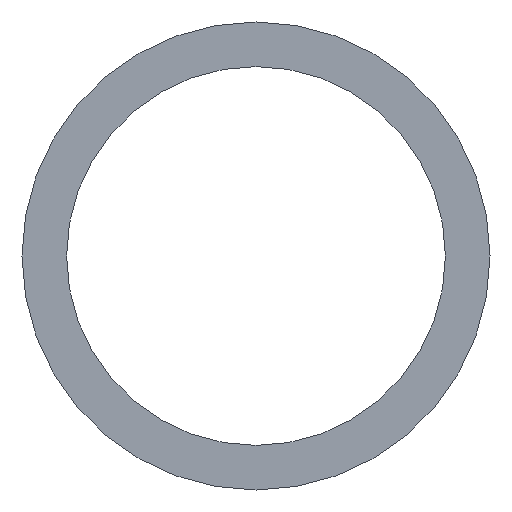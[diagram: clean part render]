
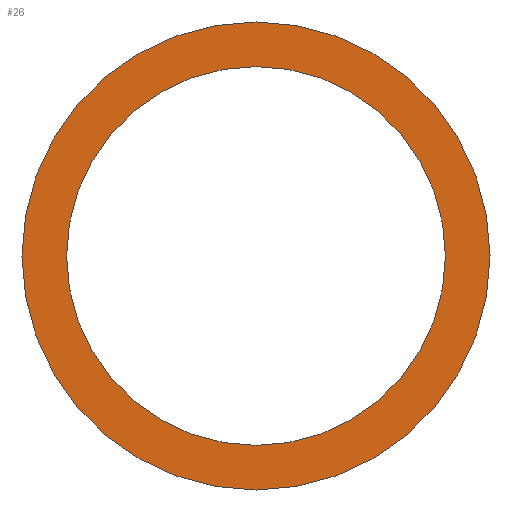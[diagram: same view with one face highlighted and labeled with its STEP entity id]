
A CAD part, front view. The second image highlights one B-rep face of the part: STEP entity #26.
In plain terms, the highlighted planar face has unit normal (0, -1, 0).
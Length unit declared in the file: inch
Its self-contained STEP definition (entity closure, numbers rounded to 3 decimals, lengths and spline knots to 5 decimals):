
#2 = CARTESIAN_POINT ( 'NONE',  ( 0., -10.4375, -0.425 ) ) ;
#3 = ORIENTED_EDGE ( 'NONE', *, *, #207, .F. ) ;
#4 = EDGE_CURVE ( 'NONE', #190, #49, #180, .T. ) ;
#10 = AXIS2_PLACEMENT_3D ( 'NONE', #54, #53, #149 ) ;
#13 = DIRECTION ( 'NONE',  ( 0., 1., 0. ) ) ;
#16 = EDGE_CURVE ( 'NONE', #189, #168, #171, .T. ) ;
#26 = ADVANCED_FACE ( 'NONE', ( #59, #58 ), #57, .F. ) ;
#27 = CARTESIAN_POINT ( 'NONE',  ( 0., -10.4375, 0. ) ) ;
#31 = EDGE_LOOP ( 'NONE', ( #3, #213 ) ) ;
#37 = CARTESIAN_POINT ( 'NONE',  ( 0., -10.4375, 0.525 ) ) ;
#43 = EDGE_CURVE ( 'NONE', #49, #190, #62, .T. ) ;
#49 = VERTEX_POINT ( 'NONE', #2 ) ;
#53 = DIRECTION ( 'NONE',  ( 0., 1., 0. ) ) ;
#54 = CARTESIAN_POINT ( 'NONE',  ( 0., -10.4375, 0. ) ) ;
#57 = PLANE ( 'NONE',  #74 ) ;
#58 = FACE_BOUND ( 'NONE', #157, .T. ) ;
#59 = FACE_OUTER_BOUND ( 'NONE', #31, .T. ) ;
#62 = CIRCLE ( 'NONE', #147, 0.425 ) ;
#63 = DIRECTION ( 'NONE',  ( 0., 1., 0. ) ) ;
#64 = DIRECTION ( 'NONE',  ( 0., 0., 1. ) ) ;
#67 = CARTESIAN_POINT ( 'NONE',  ( 0., -10.4375, 0. ) ) ;
#74 = AXIS2_PLACEMENT_3D ( 'NONE', #67, #63, #64 ) ;
#81 = CARTESIAN_POINT ( 'NONE',  ( 0., -10.4375, 0.425 ) ) ;
#84 = DIRECTION ( 'NONE',  ( 0., 1., 0. ) ) ;
#85 = AXIS2_PLACEMENT_3D ( 'NONE', #145, #144, #143 ) ;
#86 = DIRECTION ( 'NONE',  ( 0., 0., 1. ) ) ;
#96 = CIRCLE ( 'NONE', #85, 0.525 ) ;
#143 = DIRECTION ( 'NONE',  ( 0., 0., 1. ) ) ;
#144 = DIRECTION ( 'NONE',  ( 0., 1., 0. ) ) ;
#145 = CARTESIAN_POINT ( 'NONE',  ( 0., -10.4375, 0. ) ) ;
#147 = AXIS2_PLACEMENT_3D ( 'NONE', #195, #13, #86 ) ;
#149 = DIRECTION ( 'NONE',  ( 0., 0., 1. ) ) ;
#157 = EDGE_LOOP ( 'NONE', ( #178, #172 ) ) ;
#163 = AXIS2_PLACEMENT_3D ( 'NONE', #27, #84, #169 ) ;
#168 = VERTEX_POINT ( 'NONE', #193 ) ;
#169 = DIRECTION ( 'NONE',  ( 0., 0., 1. ) ) ;
#171 = CIRCLE ( 'NONE', #10, 0.525 ) ;
#172 = ORIENTED_EDGE ( 'NONE', *, *, #4, .T. ) ;
#178 = ORIENTED_EDGE ( 'NONE', *, *, #43, .T. ) ;
#180 = CIRCLE ( 'NONE', #163, 0.425 ) ;
#189 = VERTEX_POINT ( 'NONE', #37 ) ;
#190 = VERTEX_POINT ( 'NONE', #81 ) ;
#193 = CARTESIAN_POINT ( 'NONE',  ( 0., -10.4375, -0.525 ) ) ;
#195 = CARTESIAN_POINT ( 'NONE',  ( 0., -10.4375, 0. ) ) ;
#207 = EDGE_CURVE ( 'NONE', #168, #189, #96, .T. ) ;
#213 = ORIENTED_EDGE ( 'NONE', *, *, #16, .F. ) ;
